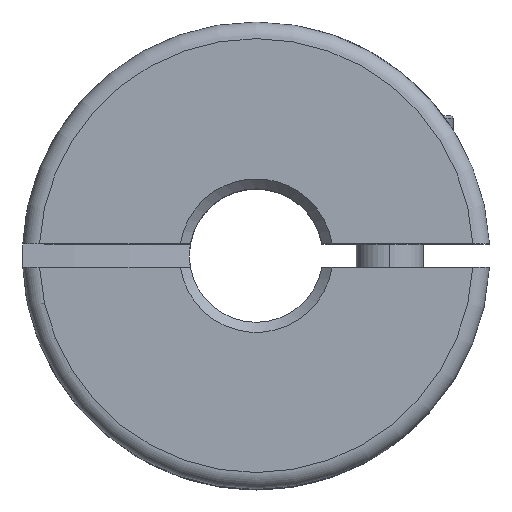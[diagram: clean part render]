
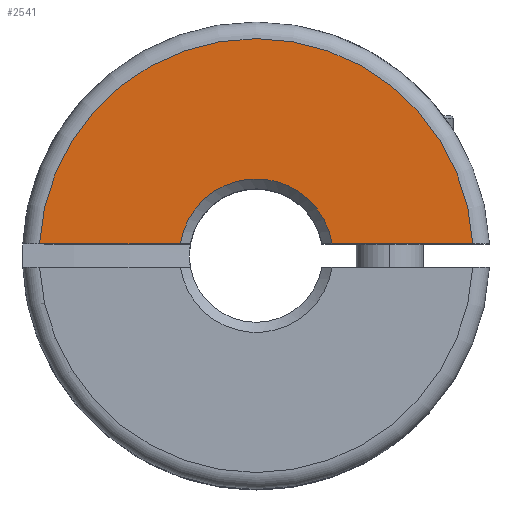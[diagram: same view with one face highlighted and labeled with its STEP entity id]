
A CAD part, top view. The second image highlights one B-rep face of the part: STEP entity #2541.
In plain terms, the highlighted planar face has unit normal (0, 0, 1).
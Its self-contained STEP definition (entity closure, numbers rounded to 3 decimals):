
#75 = EDGE_CURVE ( 'NONE', #1075, #1467, #1869, .T. ) ;
#279 = CARTESIAN_POINT ( 'NONE',  ( 0., 0.35, 7. ) ) ;
#300 = ORIENTED_EDGE ( 'NONE', *, *, #1806, .F. ) ;
#367 = AXIS2_PLACEMENT_3D ( 'NONE', #2196, #2892, #3552 ) ;
#406 = EDGE_CURVE ( 'NONE', #2539, #820, #2295, .T. ) ;
#442 = AXIS2_PLACEMENT_3D ( 'NONE', #3654, #3248, #1949 ) ;
#457 = CARTESIAN_POINT ( 'NONE',  ( -2.273, 0.35, 7. ) ) ;
#496 = EDGE_LOOP ( 'NONE', ( #2843, #3521, #300, #2661 ) ) ;
#703 = VECTOR ( 'NONE', #2737, 1000. ) ;
#820 = VERTEX_POINT ( 'NONE', #3188 ) ;
#984 = FACE_OUTER_BOUND ( 'NONE', #496, .T. ) ;
#1036 = EDGE_CURVE ( 'NONE', #2539, #1467, #2064, .T. ) ;
#1075 = VERTEX_POINT ( 'NONE', #457 ) ;
#1280 = CARTESIAN_POINT ( 'NONE',  ( 6.491, 0.35, 7. ) ) ;
#1467 = VERTEX_POINT ( 'NONE', #2036 ) ;
#1806 = EDGE_CURVE ( 'NONE', #1075, #820, #2716, .T. ) ;
#1869 = CIRCLE ( 'NONE', #442, 2.3 ) ;
#1949 = DIRECTION ( 'NONE',  ( 1., 0., 0. ) ) ;
#2036 = CARTESIAN_POINT ( 'NONE',  ( 2.273, 0.35, 7. ) ) ;
#2064 = LINE ( 'NONE', #279, #4306 ) ;
#2196 = CARTESIAN_POINT ( 'NONE',  ( 0., 0., 7. ) ) ;
#2295 = CIRCLE ( 'NONE', #367, 6.5 ) ;
#2539 = VERTEX_POINT ( 'NONE', #1280 ) ;
#2541 = ADVANCED_FACE ( 'NONE', ( #984 ), #2657, .T. ) ;
#2657 = PLANE ( 'NONE',  #3210 ) ;
#2661 = ORIENTED_EDGE ( 'NONE', *, *, #75, .T. ) ;
#2716 = LINE ( 'NONE', #4077, #703 ) ;
#2737 = DIRECTION ( 'NONE',  ( -1., 0., 0. ) ) ;
#2843 = ORIENTED_EDGE ( 'NONE', *, *, #1036, .F. ) ;
#2892 = DIRECTION ( 'NONE',  ( 0., 0., 1. ) ) ;
#3188 = CARTESIAN_POINT ( 'NONE',  ( -6.491, 0.35, 7. ) ) ;
#3210 = AXIS2_PLACEMENT_3D ( 'NONE', #3340, #4451, #3364 ) ;
#3248 = DIRECTION ( 'NONE',  ( 0., 0., -1. ) ) ;
#3340 = CARTESIAN_POINT ( 'NONE',  ( 0., 0., 7. ) ) ;
#3364 = DIRECTION ( 'NONE',  ( 1., 0., 0. ) ) ;
#3521 = ORIENTED_EDGE ( 'NONE', *, *, #406, .T. ) ;
#3552 = DIRECTION ( 'NONE',  ( 1., 0., 0. ) ) ;
#3654 = CARTESIAN_POINT ( 'NONE',  ( 0., 0., 7. ) ) ;
#4077 = CARTESIAN_POINT ( 'NONE',  ( 0., 0.35, 7. ) ) ;
#4306 = VECTOR ( 'NONE', #4388, 1000. ) ;
#4388 = DIRECTION ( 'NONE',  ( -1., 0., 0. ) ) ;
#4451 = DIRECTION ( 'NONE',  ( 0., 0., 1. ) ) ;
